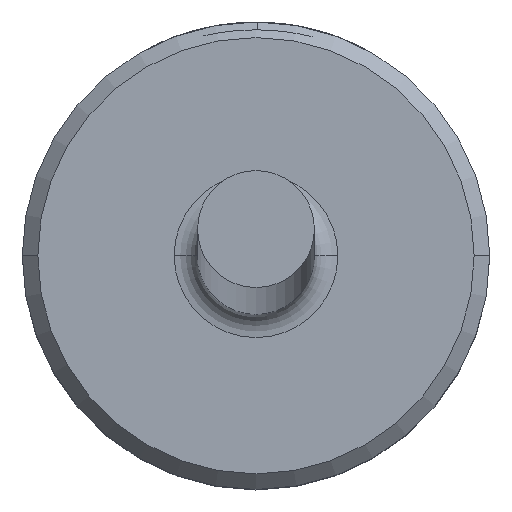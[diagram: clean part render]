
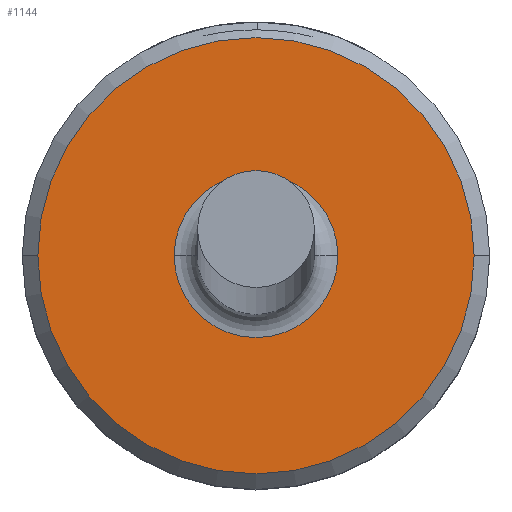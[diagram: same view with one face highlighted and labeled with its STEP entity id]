
A CAD part, top view. The second image highlights one B-rep face of the part: STEP entity #1144.
In plain terms, the highlighted planar face has unit normal (0, 0, 1).
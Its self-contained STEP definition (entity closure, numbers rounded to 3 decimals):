
#13 = VERTEX_POINT ( 'NONE', #628 ) ;
#80 = AXIS2_PLACEMENT_3D ( 'NONE', #378, #987, #472 ) ;
#83 = EDGE_LOOP ( 'NONE', ( #503, #790 ) ) ;
#96 = DIRECTION ( 'NONE',  ( 1., 0., 0. ) ) ;
#116 = CIRCLE ( 'NONE', #1056, 1.05 ) ;
#198 = DIRECTION ( 'NONE',  ( 0., 0., 1. ) ) ;
#212 = EDGE_CURVE ( 'NONE', #751, #715, #116, .T. ) ;
#240 = DIRECTION ( 'NONE',  ( 1., 0., 0. ) ) ;
#303 = DIRECTION ( 'NONE',  ( -1., 0., 0. ) ) ;
#308 = DIRECTION ( 'NONE',  ( 0., 0., -1. ) ) ;
#310 = CARTESIAN_POINT ( 'NONE',  ( 0., 0., 4. ) ) ;
#323 = ORIENTED_EDGE ( 'NONE', *, *, #594, .T. ) ;
#330 = AXIS2_PLACEMENT_3D ( 'NONE', #486, #1087, #589 ) ;
#372 = CARTESIAN_POINT ( 'NONE',  ( 2.8, 0., 4. ) ) ;
#378 = CARTESIAN_POINT ( 'NONE',  ( 0., 0., 4. ) ) ;
#422 = FACE_BOUND ( 'NONE', #83, .T. ) ;
#472 = DIRECTION ( 'NONE',  ( 1., 0., 0. ) ) ;
#474 = EDGE_CURVE ( 'NONE', #13, #1133, #780, .T. ) ;
#486 = CARTESIAN_POINT ( 'NONE',  ( 0., 0., 4. ) ) ;
#503 = ORIENTED_EDGE ( 'NONE', *, *, #212, .T. ) ;
#589 = DIRECTION ( 'NONE',  ( -1., 0., 0. ) ) ;
#594 = EDGE_CURVE ( 'NONE', #1133, #13, #793, .T. ) ;
#628 = CARTESIAN_POINT ( 'NONE',  ( -2.8, 0., 4. ) ) ;
#652 = DIRECTION ( 'NONE',  ( 0., 0., 1. ) ) ;
#657 = EDGE_CURVE ( 'NONE', #715, #751, #951, .T. ) ;
#667 = AXIS2_PLACEMENT_3D ( 'NONE', #770, #198, #240 ) ;
#680 = CARTESIAN_POINT ( 'NONE',  ( 1.05, 0., 4. ) ) ;
#696 = ORIENTED_EDGE ( 'NONE', *, *, #474, .T. ) ;
#715 = VERTEX_POINT ( 'NONE', #680 ) ;
#751 = VERTEX_POINT ( 'NONE', #777 ) ;
#770 = CARTESIAN_POINT ( 'NONE',  ( 0., 0., 4. ) ) ;
#777 = CARTESIAN_POINT ( 'NONE',  ( -1.05, 0., 4. ) ) ;
#778 = EDGE_LOOP ( 'NONE', ( #696, #323 ) ) ;
#780 = CIRCLE ( 'NONE', #667, 2.8 ) ;
#790 = ORIENTED_EDGE ( 'NONE', *, *, #657, .T. ) ;
#793 = CIRCLE ( 'NONE', #80, 2.8 ) ;
#872 = FACE_OUTER_BOUND ( 'NONE', #778, .T. ) ;
#903 = AXIS2_PLACEMENT_3D ( 'NONE', #1158, #652, #96 ) ;
#951 = CIRCLE ( 'NONE', #330, 1.05 ) ;
#981 = PLANE ( 'NONE',  #903 ) ;
#987 = DIRECTION ( 'NONE',  ( 0., 0., 1. ) ) ;
#1056 = AXIS2_PLACEMENT_3D ( 'NONE', #310, #308, #303 ) ;
#1087 = DIRECTION ( 'NONE',  ( 0., 0., -1. ) ) ;
#1133 = VERTEX_POINT ( 'NONE', #372 ) ;
#1144 = ADVANCED_FACE ( 'NONE', ( #872, #422 ), #981, .T. ) ;
#1158 = CARTESIAN_POINT ( 'NONE',  ( 0., 0., 4. ) ) ;
